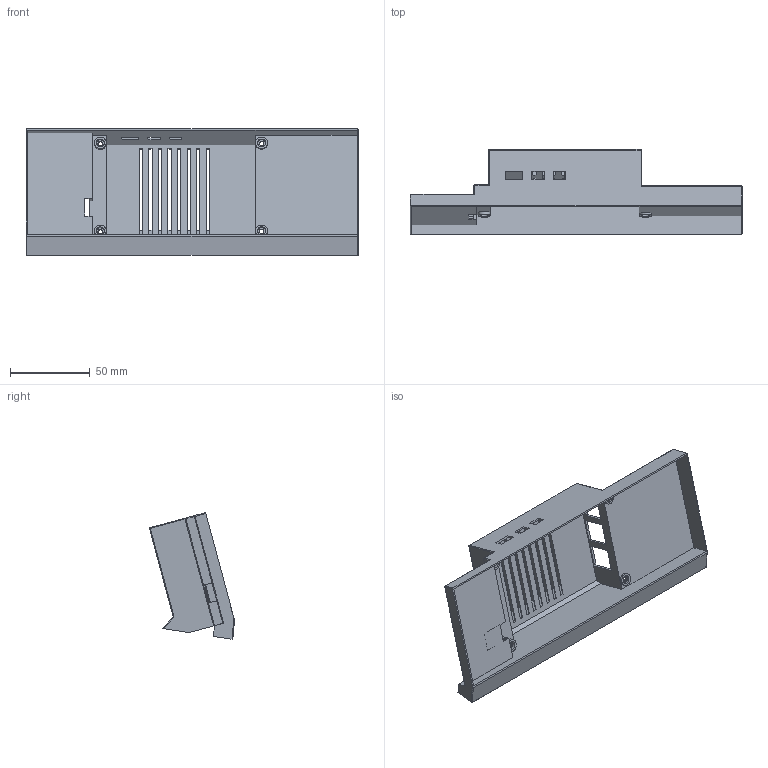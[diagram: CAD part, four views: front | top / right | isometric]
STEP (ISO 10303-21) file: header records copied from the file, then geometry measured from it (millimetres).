
FILE_DESCRIPTION(('HOOPS Exchange Step'),'2;1');
FILE_NAME('temp_export','2025-05-14T07:56:36+01:00',('mobile'),('Shapr3D Limited'),'HOOPS Exchange 2024.8','Shapr3D','Authorized');
FILE_SCHEMA( ('AP242_MANAGED_MODEL_BASED_3D_ENGINEERING_MIM_LF {1 0 10303 442 1 1 4}') );
Length unit declared in the file: millimetre
Products named in the file (1): root
Bounding box: 207.9 x 53.21 x 79.32 mm (x, y, z)
Volume: 61265.7 mm3; surface area: 60816.6 mm2
Topology: 1 solids, 1 shells, 149 faces, 435 edges, 279 vertices
Faces by surface type: plane 110, cylinder 31, sphere 8
Full cylindrical faces by diameter (mm): 3 x4, 5 x4, 7.5 x4
Entity records: 4919 total; most frequent: CARTESIAN_POINT 855, ORIENTED_EDGE 852, DIRECTION 799, EDGE_CURVE 426, VECTOR 355, LINE 355, VERTEX_POINT 278, AXIS2_PLACEMENT_3D 222
